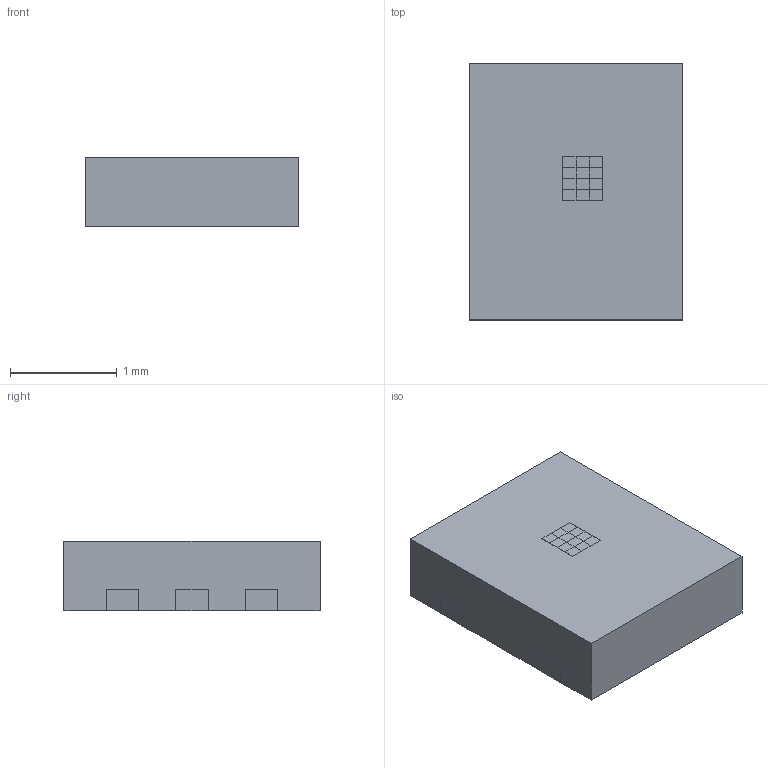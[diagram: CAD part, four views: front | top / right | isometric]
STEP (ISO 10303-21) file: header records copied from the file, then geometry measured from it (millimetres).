
FILE_DESCRIPTION(('FreeCAD Model'),'2;1');
FILE_NAME('AMS_TCS3472.step','2020-10-18T14:34:00',(''),(''), 'Open CASCADE STEP processor 7.4','FreeCAD','Unknown');
FILE_SCHEMA(('CONFIG_CONTROL_DESIGN','SHAPE_APPEARANCE_LAYER_MIM'));
Length unit declared in the file: millimetre
Products named in the file (25): TCS3472_v5; Body; Pads006; Pads; Pads001; Pads002; Pads003; Pads004; Pads005; Photodiode_Clear003; Photodiode_Clear; Photodiode_Clear001; Photodiode_Clear002; Photodiode_Blue003; Photodiode_Blue; Photodiode_Blue001; Photodiode_Blue002; Photodiode_Red003; Photodiode_Red; Photodiode_Red001; Photodiode_Red002; Photodiode_Green003; Photodiode_Green; Photodiode_Green001; Photodiode_Green002
Assembly tree (24 placements, depth 3):
  TCS3472_v5
    Body
    Pads006
      Pads
      Pads001
      Pads002
      Pads003
      Pads004
      Pads005
    Photodiode_Clear003
      Photodiode_Clear
      Photodiode_Clear001
      Photodiode_Clear002
    Photodiode_Blue003
      Photodiode_Blue
      Photodiode_Blue001
      Photodiode_Blue002
    Photodiode_Red003
      Photodiode_Red
      Photodiode_Red001
      Photodiode_Red002
    Photodiode_Green003
      Photodiode_Green
      Photodiode_Green001
      Photodiode_Green002
Bounding box: 2 x 2.4 x 0.65 mm (x, y, z)
Volume: 3.1 mm3; surface area: 24.4 mm2
Topology: 19 solids, 19 shells, 143 faces, 312 edges, 208 vertices
Faces by surface type: plane 133, cylinder 10
Entity records: 8963 total; most frequent: CARTESIAN_POINT 1402, DIRECTION 1277, LINE 896, VECTOR 896, ORIENTED_EDGE 624, PCURVE 624, DEFINITIONAL_REPRESENTATION 624, EDGE_CURVE 312
